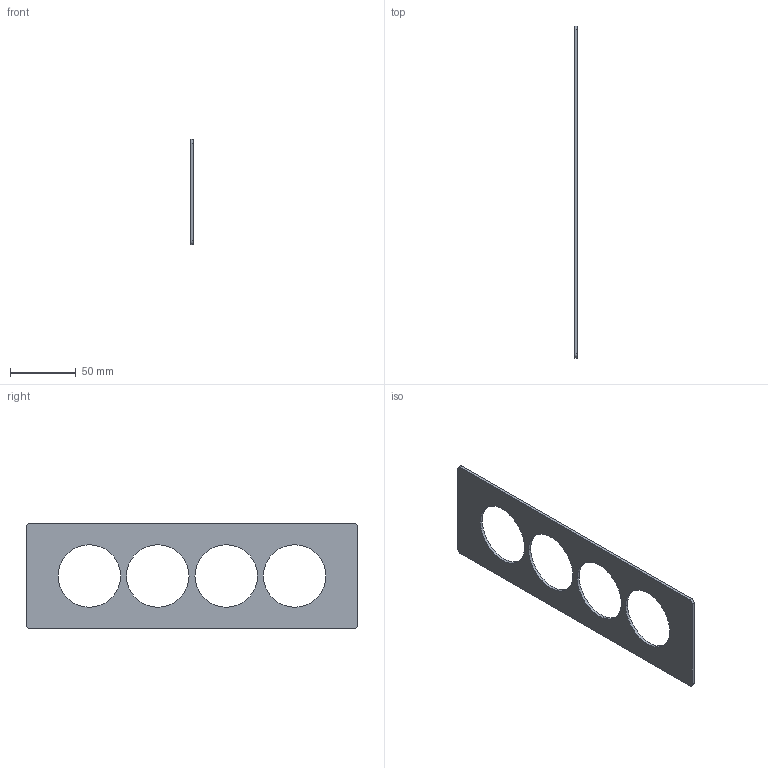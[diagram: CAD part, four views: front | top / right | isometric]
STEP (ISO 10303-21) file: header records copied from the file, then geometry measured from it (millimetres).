
FILE_DESCRIPTION(('CATIA V5 STEP Exchange','CAx-IF Rec.Pracs.--- Model Styling and Organization---1.5--- 2016-08-15','CAx-IF Rec.Pracs.---Supplemental Geometry---1.0---2011-11-01','CAx-IF Rec.Pracs.--- Composite Materials ---1.1---2010-07-15'),'2;1');
FILE_NAME('LG-654763.stp','2023-10-04T09:29:13+00:00',('none'),('none'),'CATIA Version 5-6 Release 2020 SP3','CATIA V5 STEP AP214 v2','none');
FILE_SCHEMA(('AUTOMOTIVE_DESIGN { 1 0 10303 214 1 1 1 1 }'));
Length unit declared in the file: millimetre
Products named in the file (1): DISQ IN FINITION 4 POSTES
Bounding box: 2.2 x 252 x 80 mm (x, y, z)
Volume: 26632.4 mm3; surface area: 29196.6 mm2
Topology: 1 solids, 1 shells, 36 faces, 96 edges, 64 vertices
Faces by surface type: cylinder 20, plane 16
Entity records: 1102 total; most frequent: ORIENTED_EDGE 192, CARTESIAN_POINT 190, DIRECTION 154, EDGE_CURVE 96, AXIS2_PLACEMENT_3D 70, VERTEX_POINT 64, VECTOR 56, LINE 56
